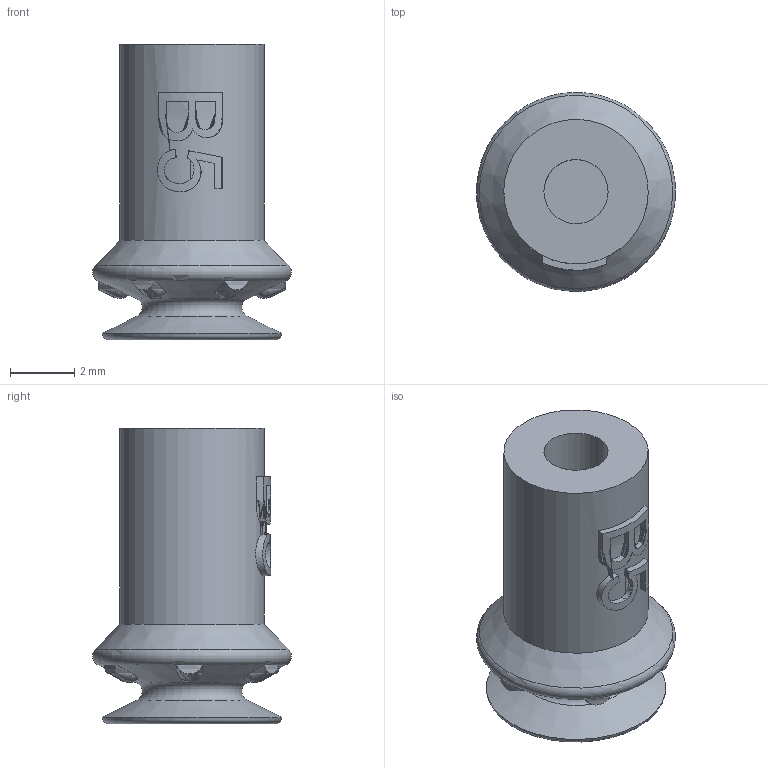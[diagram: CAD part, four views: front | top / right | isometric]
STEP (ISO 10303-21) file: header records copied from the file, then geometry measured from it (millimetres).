
FILE_DESCRIPTION(/* description */ ('Unknown'),/* implementation_level */ '2;1');
FILE_NAME(/* name */ 'S_A001_BXXX',/* time_stamp */ '2018-10-01T15:48:56+02:00',/* author */ ('Unknown'),/* organization */ ('Unknown'),/* preprocessor_version */ 'ST-DEVELOPER v16.7',/* originating_system */ 'DEX',/* authorisation */ $);
FILE_SCHEMA (('AUTOMOTIVE_DESIGN {1 0 10303 214 3 1 1}'));
Length unit declared in the file: millimetre
Products named in the file (4): S_A001_BXXX; A001_B5; Fitting_blank
Assembly tree (3 placements, depth 3):
  S_A001_BXXX
    A001_B5
      A001_B5
    Fitting_blank
Bounding box: 6.2 x 6.2 x 9.2 mm (x, y, z)
Volume: 142.9 mm3; surface area: 244.8 mm2
Topology: 1 solids, 1 shells, 63 faces, 154 edges, 97 vertices
Faces by surface type: bspline 24, plane 19, cylinder 13, cone 4, torus 3
Full cylindrical faces by diameter (mm): 2 x1, 4.5 x1
Entity records: 2838 total; most frequent: CARTESIAN_POINT 1545, ORIENTED_EDGE 268, DIRECTION 213, EDGE_CURVE 134, AXIS2_PLACEMENT_3D 97, VERTEX_POINT 89, EDGE_LOOP 77, FACE_BOUND 77
